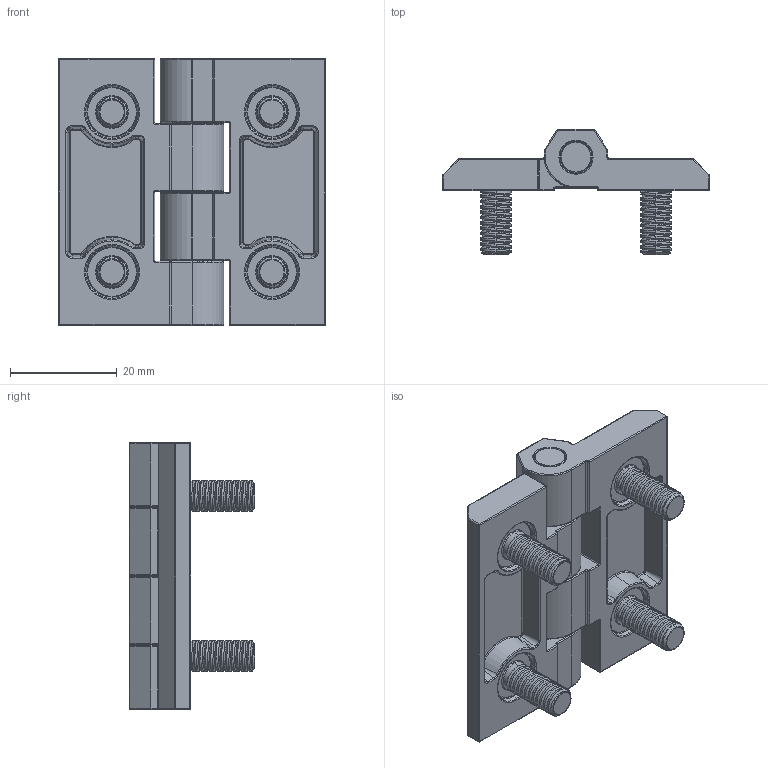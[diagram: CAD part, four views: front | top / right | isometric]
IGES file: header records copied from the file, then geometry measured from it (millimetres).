
Start section: SolidWorks IGES file using analytic representation for surfaces
Global section: file name: HGS-226-2A.IGS; native system: SolidWorks 2016; preprocessor: SolidWorks 2016; author: death; date: 231018.135517; units: millimetre
Bounding box: 50 x 23.5 x 50 mm (x, y, z)
Surface area: 11033.5 mm2 (no closed solid volume)
Topology: 0 solids, 0 shells, 608 faces, 5428 edges, 5364 vertices
Faces by surface type: revolution 378, bspline 230
